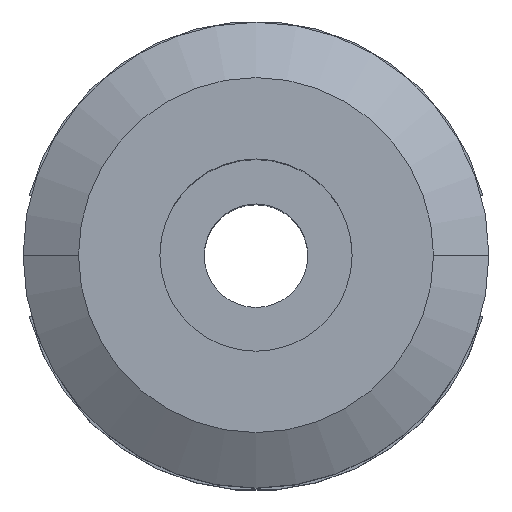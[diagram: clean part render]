
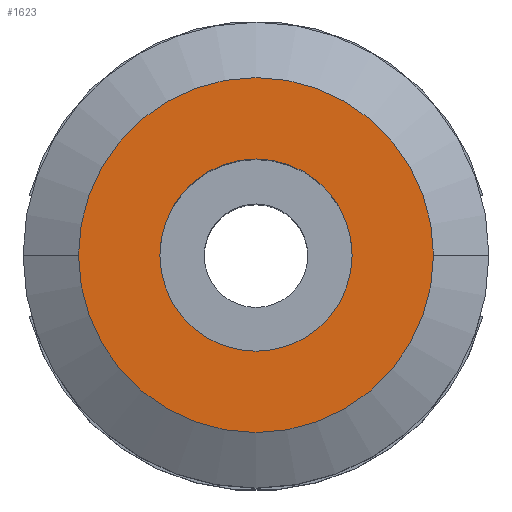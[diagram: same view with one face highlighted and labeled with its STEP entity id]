
A CAD part, top view. The second image highlights one B-rep face of the part: STEP entity #1623.
In plain terms, the highlighted planar face has unit normal (0, 0, 1).
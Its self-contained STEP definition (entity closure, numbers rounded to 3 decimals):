
#11 = EDGE_LOOP ( 'NONE', ( #1185, #793 ) ) ;
#92 = CARTESIAN_POINT ( 'NONE',  ( 0., 0., 80.01 ) ) ;
#95 = CARTESIAN_POINT ( 'NONE',  ( 13., 0., 80.01 ) ) ;
#112 = AXIS2_PLACEMENT_3D ( 'NONE', #1144, #1662, #862 ) ;
#196 = DIRECTION ( 'NONE',  ( 1., 0., 0. ) ) ;
#224 = DIRECTION ( 'NONE',  ( 0., 0., -1. ) ) ;
#229 = CARTESIAN_POINT ( 'NONE',  ( -24., 0., 80.01 ) ) ;
#245 = CIRCLE ( 'NONE', #112, 13. ) ;
#246 = DIRECTION ( 'NONE',  ( 0., 0., -1. ) ) ;
#275 = EDGE_LOOP ( 'NONE', ( #670, #335 ) ) ;
#300 = CARTESIAN_POINT ( 'NONE',  ( 0., 0., 80.01 ) ) ;
#335 = ORIENTED_EDGE ( 'NONE', *, *, #338, .T. ) ;
#338 = EDGE_CURVE ( 'NONE', #1205, #636, #1192, .T. ) ;
#351 = AXIS2_PLACEMENT_3D ( 'NONE', #1691, #1704, #196 ) ;
#376 = VERTEX_POINT ( 'NONE', #229 ) ;
#400 = DIRECTION ( 'NONE',  ( 0., 0., -1. ) ) ;
#427 = AXIS2_PLACEMENT_3D ( 'NONE', #300, #400, #1099 ) ;
#509 = CIRCLE ( 'NONE', #427, 24. ) ;
#525 = EDGE_CURVE ( 'NONE', #636, #1205, #245, .T. ) ;
#625 = EDGE_CURVE ( 'NONE', #1500, #376, #1659, .T. ) ;
#636 = VERTEX_POINT ( 'NONE', #912 ) ;
#670 = ORIENTED_EDGE ( 'NONE', *, *, #525, .T. ) ;
#708 = EDGE_CURVE ( 'NONE', #376, #1500, #509, .T. ) ;
#761 = DIRECTION ( 'NONE',  ( -1., 0., 0. ) ) ;
#762 = PLANE ( 'NONE',  #351 ) ;
#793 = ORIENTED_EDGE ( 'NONE', *, *, #625, .F. ) ;
#862 = DIRECTION ( 'NONE',  ( -1., 0., 0. ) ) ;
#868 = AXIS2_PLACEMENT_3D ( 'NONE', #92, #246, #1042 ) ;
#912 = CARTESIAN_POINT ( 'NONE',  ( -13., 0., 80.01 ) ) ;
#960 = CARTESIAN_POINT ( 'NONE',  ( 24., 0., 80.01 ) ) ;
#989 = AXIS2_PLACEMENT_3D ( 'NONE', #1036, #224, #761 ) ;
#1036 = CARTESIAN_POINT ( 'NONE',  ( 0., 0., 80.01 ) ) ;
#1042 = DIRECTION ( 'NONE',  ( -1., 0., 0. ) ) ;
#1054 = FACE_OUTER_BOUND ( 'NONE', #11, .T. ) ;
#1099 = DIRECTION ( 'NONE',  ( -1., 0., 0. ) ) ;
#1144 = CARTESIAN_POINT ( 'NONE',  ( 0., 0., 80.01 ) ) ;
#1185 = ORIENTED_EDGE ( 'NONE', *, *, #708, .F. ) ;
#1192 = CIRCLE ( 'NONE', #989, 13. ) ;
#1205 = VERTEX_POINT ( 'NONE', #95 ) ;
#1257 = FACE_BOUND ( 'NONE', #275, .T. ) ;
#1500 = VERTEX_POINT ( 'NONE', #960 ) ;
#1623 = ADVANCED_FACE ( 'NONE', ( #1257, #1054 ), #762, .T. ) ;
#1659 = CIRCLE ( 'NONE', #868, 24. ) ;
#1662 = DIRECTION ( 'NONE',  ( 0., 0., -1. ) ) ;
#1691 = CARTESIAN_POINT ( 'NONE',  ( 0., 24., 80.01 ) ) ;
#1704 = DIRECTION ( 'NONE',  ( 0., 0., 1. ) ) ;
